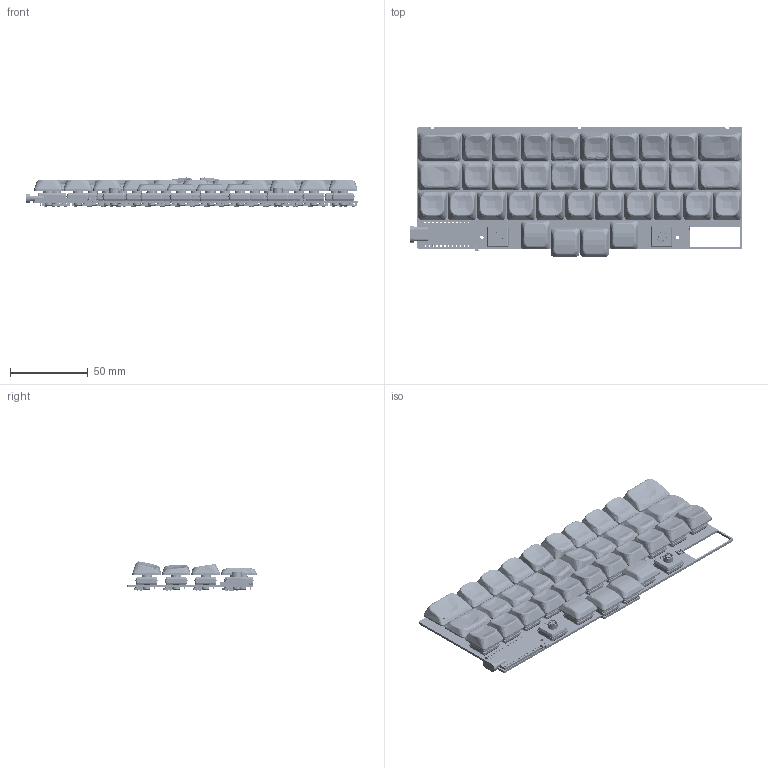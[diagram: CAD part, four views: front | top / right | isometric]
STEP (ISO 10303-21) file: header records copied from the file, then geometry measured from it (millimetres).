
FILE_DESCRIPTION(('KiCad electronic assembly'),'2;1');
FILE_NAME('render.step','2025-02-20T19:21:50',('Pcbnew'),('Kicad'), 'Open CASCADE STEP processor 7.8','KiCad to STEP converter','Unknown' );
FILE_SCHEMA(('AUTOMOTIVE_DESIGN { 1 0 10303 214 1 1 1 1 }'));
Length unit declared in the file: millimetre
Products named in the file (32): render 1; supermini-nrf52840_netdot; supermini-nrf52840; EVQPU-LC-02K; EVQPUC02K; 781710002; 781710002wbm000_01; Kailh_choc_v2; Kailh_PG1352; PG1350-socket; PG1350; 1u_home; home; 1u_bottom; bottom; 1.5u_home; home_1.5u; 1u_top; top; 1u_convex; convex; 1.5u_top; top_1.5u; 1u_home_tilted; home_tilted; 1u_home_tilted_r; Part 2; 1u_top_tilted; top_tilted_1u; 1u_top_tilted_r; render_PCB
Assembly tree (128 placements, depth 3):
  render 1
    supermini-nrf52840_netdot
      supermini-nrf52840
    EVQPU-LC-02K
      EVQPUC02K
    781710002
      781710002wbm000_01
    Kailh_choc_v2  x37
      Kailh_PG1352
    PG1350-socket  x37
      PG1350
    1u_home  x6
      home
    1u_bottom  x11
      bottom
    1.5u_home  x2
      home_1.5u
    1u_top  x6
      top
    1u_convex  x4
      convex
    1.5u_top  x2
      top_1.5u
    1u_home_tilted
      home_tilted
    1u_home_tilted_r
      Part 2
    1u_top_tilted
      top_tilted_1u
    1u_top_tilted_r
      Part 2
    render_PCB
Bounding box: 213.98 x 83.53 x 18.71 mm (x, y, z)
Volume: 96787.2 mm3; surface area: 122681.8 mm2
Topology: 261 solids, 261 shells, 21958 faces, 54416 edges, 33731 vertices
Faces by surface type: plane 12855, cylinder 4570, bspline 2632, cone 1114, torus 557, revolution 230
Full cylindrical faces by diameter (mm): 0.75 x1, 1 x50, 1.9 x74, 2.2 x2, 3 x74, 5 x37, 5.5 x2
Entity records: 69982 total; most frequent: CARTESIAN_POINT 22572, ORIENTED_EDGE 10004, DIRECTION 8520, EDGE_CURVE 5002, VERTEX_POINT 3198, LINE 3114, VECTOR 3114, AXIS2_PLACEMENT_3D 2698
